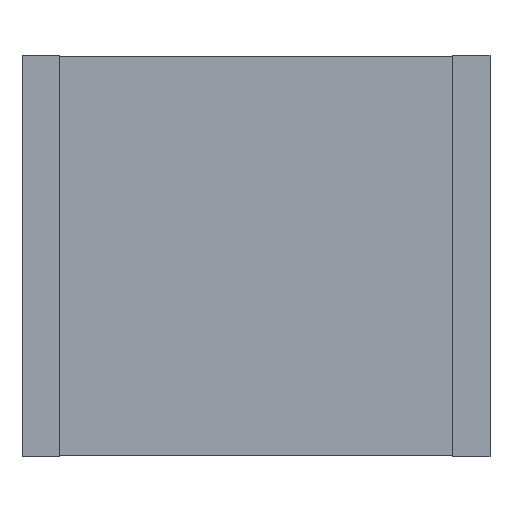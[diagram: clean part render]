
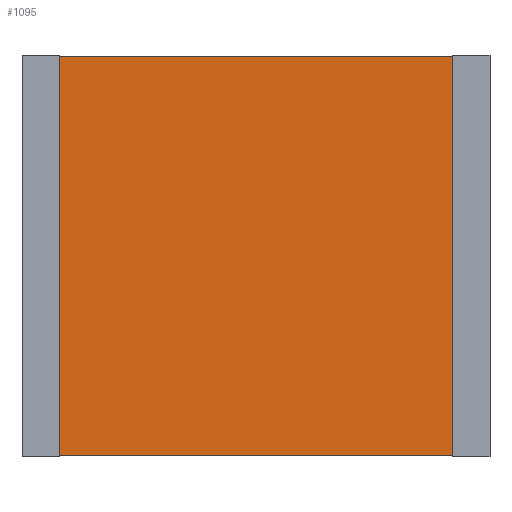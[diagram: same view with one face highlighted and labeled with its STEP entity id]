
A CAD part, front view. The second image highlights one B-rep face of the part: STEP entity #1095.
In plain terms, the highlighted planar face has unit normal (0, -1, 0).
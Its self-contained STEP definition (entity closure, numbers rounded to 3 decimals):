
#70 = CARTESIAN_POINT ( 'NONE',  ( 5.79, 0., 0. ) ) ;
#207 = VERTEX_POINT ( 'NONE', #1772 ) ;
#291 = ORIENTED_EDGE ( 'NONE', *, *, #2259, .F. ) ;
#342 = DIRECTION ( 'NONE',  ( 0., 0., 1. ) ) ;
#352 = VECTOR ( 'NONE', #612, 1000. ) ;
#547 = VECTOR ( 'NONE', #342, 1000. ) ;
#548 = ORIENTED_EDGE ( 'NONE', *, *, #1583, .F. ) ;
#566 = EDGE_CURVE ( 'NONE', #207, #799, #2260, .T. ) ;
#612 = DIRECTION ( 'NONE',  ( -1., 0., 0. ) ) ;
#655 = CARTESIAN_POINT ( 'NONE',  ( 0.49, 0., 0. ) ) ;
#677 = AXIS2_PLACEMENT_3D ( 'NONE', #1590, #1245, #832 ) ;
#718 = ORIENTED_EDGE ( 'NONE', *, *, #2423, .T. ) ;
#735 = EDGE_LOOP ( 'NONE', ( #548, #1585, #291, #718 ) ) ;
#754 = DIRECTION ( 'NONE',  ( 1., 0., 0. ) ) ;
#799 = VERTEX_POINT ( 'NONE', #70 ) ;
#832 = DIRECTION ( 'NONE',  ( 0., 0., -1. ) ) ;
#842 = CARTESIAN_POINT ( 'NONE',  ( 0.49, 0., 0. ) ) ;
#1000 = PLANE ( 'NONE',  #677 ) ;
#1046 = LINE ( 'NONE', #655, #2250 ) ;
#1095 = ADVANCED_FACE ( 'NONE', ( #1737 ), #1000, .T. ) ;
#1108 = VECTOR ( 'NONE', #754, 1000. ) ;
#1169 = CARTESIAN_POINT ( 'NONE',  ( 0.49, 0., -5.38 ) ) ;
#1195 = VERTEX_POINT ( 'NONE', #842 ) ;
#1245 = DIRECTION ( 'NONE',  ( 0., -1., 0. ) ) ;
#1295 = CARTESIAN_POINT ( 'NONE',  ( 5.79, 0., 0. ) ) ;
#1309 = LINE ( 'NONE', #2089, #1108 ) ;
#1583 = EDGE_CURVE ( 'NONE', #207, #2324, #2349, .T. ) ;
#1585 = ORIENTED_EDGE ( 'NONE', *, *, #566, .T. ) ;
#1590 = CARTESIAN_POINT ( 'NONE',  ( 0., 0., 0. ) ) ;
#1737 = FACE_OUTER_BOUND ( 'NONE', #735, .T. ) ;
#1772 = CARTESIAN_POINT ( 'NONE',  ( 5.79, 0., -5.38 ) ) ;
#1829 = DIRECTION ( 'NONE',  ( 0., 0., -1. ) ) ;
#2089 = CARTESIAN_POINT ( 'NONE',  ( 0., 0., 0. ) ) ;
#2125 = CARTESIAN_POINT ( 'NONE',  ( 0., 0., -5.38 ) ) ;
#2250 = VECTOR ( 'NONE', #1829, 1000. ) ;
#2259 = EDGE_CURVE ( 'NONE', #1195, #799, #1309, .T. ) ;
#2260 = LINE ( 'NONE', #1295, #547 ) ;
#2324 = VERTEX_POINT ( 'NONE', #1169 ) ;
#2349 = LINE ( 'NONE', #2125, #352 ) ;
#2423 = EDGE_CURVE ( 'NONE', #1195, #2324, #1046, .T. ) ;
